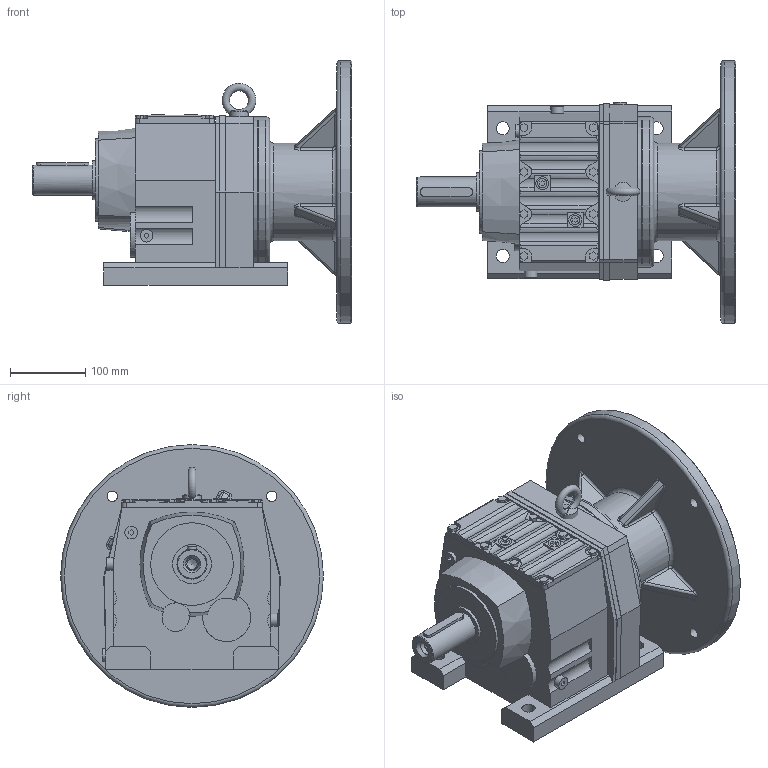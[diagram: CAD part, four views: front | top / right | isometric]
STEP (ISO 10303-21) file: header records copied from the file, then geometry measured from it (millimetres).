
FILE_DESCRIPTION(('STEP AP203'), '1');
FILE_NAME('凎劌膷闉 R77', '', ('UNSPECIFIED'), ('UNSPECIFIED'), 'ASCON STEP Converter 1.3', 'ASCON Math Kernel', '');
FILE_SCHEMA(('CONFIG_CONTROL_DESIGN'));
Length unit declared in the file: millimetre
Products named in the file (12): 1; 2; 3; 4; 5; 6; 7; 8; 9; 10
Assembly tree (11 placements, depth 2):
  (unnamed)
    1
    2
    3
    4
    5
    6
    7
    8
    9
    10
    (unnamed)
Bounding box: 425 x 350 x 350 mm (x, y, z)
Volume: 10964699.1 mm3; surface area: 716814 mm2
Topology: 11 solids, 11 shells, 505 faces, 1223 edges, 781 vertices
Faces by surface type: plane 302, cylinder 139, bspline 28, cone 27, torus 9
Full cylindrical faces by diameter (mm): 10 x4, 11 x4, 12 x2, 14 x6, 17 x7, 17.5 x4, 25 x1, 25.002 x1, 40 x1, 52 x1, 90 x1, 100 x1, 110 x4, 111 x1, 114 x1, 130 x3, 132 x1, 200 x2, 248 x1, 250 x1, 350 x1
Entity records: 25230 total; most frequent: CARTESIAN_POINT 9197, ORIENTED_EDGE 2300, DIRECTION 2219, EDGE_CURVE 1150, VERTEX_POINT 780, AXIS2_PLACEMENT_3D 740, LINE 739, VECTOR 739
